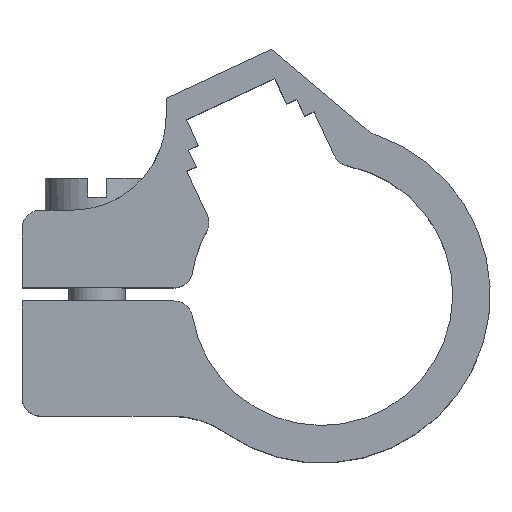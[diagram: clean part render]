
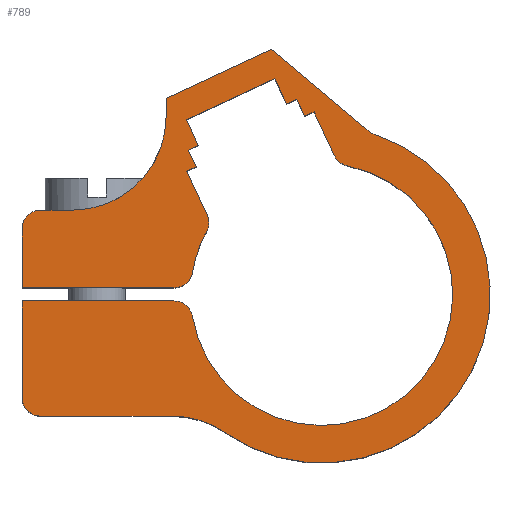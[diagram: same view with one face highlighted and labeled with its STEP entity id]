
A CAD part, top view. The second image highlights one B-rep face of the part: STEP entity #789.
In plain terms, the highlighted planar face has unit normal (0, 0, 1).
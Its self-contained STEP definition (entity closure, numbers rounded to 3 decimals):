
#31=LINE('',#1200,#112);
#54=LINE('',#1269,#135);
#55=LINE('',#1271,#136);
#56=LINE('',#1273,#137);
#57=LINE('',#1277,#138);
#58=LINE('',#1281,#139);
#59=LINE('',#1283,#140);
#60=LINE('',#1291,#141);
#61=LINE('',#1293,#142);
#62=LINE('',#1295,#143);
#63=LINE('',#1297,#144);
#64=LINE('',#1299,#145);
#65=LINE('',#1301,#146);
#66=LINE('',#1303,#147);
#67=LINE('',#1305,#148);
#68=LINE('',#1307,#149);
#69=LINE('',#1309,#150);
#70=LINE('',#1311,#151);
#71=LINE('',#1314,#152);
#72=LINE('',#1315,#153);
#112=VECTOR('',#967,10.);
#135=VECTOR('',#1022,10.);
#136=VECTOR('',#1023,10.);
#137=VECTOR('',#1024,10.);
#138=VECTOR('',#1027,10.);
#139=VECTOR('',#1030,10.);
#140=VECTOR('',#1031,10.);
#141=VECTOR('',#1038,10.);
#142=VECTOR('',#1039,10.);
#143=VECTOR('',#1040,10.);
#144=VECTOR('',#1041,10.);
#145=VECTOR('',#1042,10.);
#146=VECTOR('',#1043,10.);
#147=VECTOR('',#1044,10.);
#148=VECTOR('',#1045,10.);
#149=VECTOR('',#1046,10.);
#150=VECTOR('',#1047,10.);
#151=VECTOR('',#1048,10.);
#152=VECTOR('',#1051,10.);
#153=VECTOR('',#1052,10.);
#185=PLANE('',#864);
#226=FACE_OUTER_BOUND('',#271,.T.);
#271=EDGE_LOOP('',(#613,#614,#615,#616,#617,#618,#619,#620,#621,#622,#623,
#624,#625,#626,#627,#628,#629,#630,#631,#632,#633,#634,#635,#636,#637,#638,
#639,#640,#641,#642,#643,#644));
#311=CIRCLE('',#841,1.);
#313=CIRCLE('',#844,9.);
#316=CIRCLE('',#848,1.);
#326=CIRCLE('',#861,1.);
#327=CIRCLE('',#863,7.);
#328=CIRCLE('',#865,5.);
#329=CIRCLE('',#866,5.);
#330=CIRCLE('',#867,1.);
#331=CIRCLE('',#868,1.);
#332=CIRCLE('',#869,7.);
#333=CIRCLE('',#870,1.);
#334=CIRCLE('',#871,1.);
#348=VERTEX_POINT('',#1172);
#349=VERTEX_POINT('',#1173);
#352=VERTEX_POINT('',#1181);
#356=VERTEX_POINT('',#1190);
#357=VERTEX_POINT('',#1192);
#359=VERTEX_POINT('',#1198);
#386=VERTEX_POINT('',#1257);
#387=VERTEX_POINT('',#1259);
#388=VERTEX_POINT('',#1263);
#389=VERTEX_POINT('',#1268);
#390=VERTEX_POINT('',#1270);
#391=VERTEX_POINT('',#1272);
#392=VERTEX_POINT('',#1274);
#393=VERTEX_POINT('',#1276);
#394=VERTEX_POINT('',#1278);
#395=VERTEX_POINT('',#1280);
#396=VERTEX_POINT('',#1282);
#397=VERTEX_POINT('',#1284);
#398=VERTEX_POINT('',#1286);
#399=VERTEX_POINT('',#1288);
#400=VERTEX_POINT('',#1290);
#401=VERTEX_POINT('',#1292);
#402=VERTEX_POINT('',#1294);
#403=VERTEX_POINT('',#1296);
#404=VERTEX_POINT('',#1298);
#405=VERTEX_POINT('',#1300);
#406=VERTEX_POINT('',#1302);
#407=VERTEX_POINT('',#1304);
#408=VERTEX_POINT('',#1306);
#409=VERTEX_POINT('',#1308);
#410=VERTEX_POINT('',#1310);
#411=VERTEX_POINT('',#1313);
#430=EDGE_CURVE('',#348,#349,#311,.T.);
#434=EDGE_CURVE('',#349,#352,#313,.T.);
#439=EDGE_CURVE('',#356,#357,#316,.T.);
#443=EDGE_CURVE('',#359,#356,#31,.T.);
#473=EDGE_CURVE('',#386,#387,#326,.T.);
#475=EDGE_CURVE('',#387,#388,#327,.T.);
#477=EDGE_CURVE('',#352,#359,#328,.T.);
#478=EDGE_CURVE('',#389,#348,#54,.T.);
#479=EDGE_CURVE('',#390,#389,#55,.T.);
#480=EDGE_CURVE('',#391,#390,#56,.T.);
#481=EDGE_CURVE('',#392,#391,#329,.T.);
#482=EDGE_CURVE('',#393,#392,#57,.T.);
#483=EDGE_CURVE('',#394,#393,#330,.T.);
#484=EDGE_CURVE('',#395,#394,#58,.T.);
#485=EDGE_CURVE('',#396,#395,#59,.T.);
#486=EDGE_CURVE('',#397,#396,#331,.T.);
#487=EDGE_CURVE('',#398,#397,#332,.T.);
#488=EDGE_CURVE('',#399,#398,#333,.T.);
#489=EDGE_CURVE('',#399,#400,#60,.T.);
#490=EDGE_CURVE('',#400,#401,#61,.T.);
#491=EDGE_CURVE('',#401,#402,#62,.T.);
#492=EDGE_CURVE('',#402,#403,#63,.T.);
#493=EDGE_CURVE('',#403,#404,#64,.T.);
#494=EDGE_CURVE('',#404,#405,#65,.T.);
#495=EDGE_CURVE('',#405,#406,#66,.T.);
#496=EDGE_CURVE('',#406,#407,#67,.T.);
#497=EDGE_CURVE('',#407,#408,#68,.T.);
#498=EDGE_CURVE('',#408,#409,#69,.T.);
#499=EDGE_CURVE('',#409,#410,#70,.T.);
#500=EDGE_CURVE('',#388,#410,#334,.T.);
#501=EDGE_CURVE('',#411,#386,#71,.T.);
#502=EDGE_CURVE('',#357,#411,#72,.T.);
#613=ORIENTED_EDGE('',*,*,#439,.F.);
#614=ORIENTED_EDGE('',*,*,#443,.F.);
#615=ORIENTED_EDGE('',*,*,#477,.F.);
#616=ORIENTED_EDGE('',*,*,#434,.F.);
#617=ORIENTED_EDGE('',*,*,#430,.F.);
#618=ORIENTED_EDGE('',*,*,#478,.F.);
#619=ORIENTED_EDGE('',*,*,#479,.F.);
#620=ORIENTED_EDGE('',*,*,#480,.F.);
#621=ORIENTED_EDGE('',*,*,#481,.F.);
#622=ORIENTED_EDGE('',*,*,#482,.F.);
#623=ORIENTED_EDGE('',*,*,#483,.F.);
#624=ORIENTED_EDGE('',*,*,#484,.F.);
#625=ORIENTED_EDGE('',*,*,#485,.F.);
#626=ORIENTED_EDGE('',*,*,#486,.F.);
#627=ORIENTED_EDGE('',*,*,#487,.F.);
#628=ORIENTED_EDGE('',*,*,#488,.F.);
#629=ORIENTED_EDGE('',*,*,#489,.T.);
#630=ORIENTED_EDGE('',*,*,#490,.T.);
#631=ORIENTED_EDGE('',*,*,#491,.T.);
#632=ORIENTED_EDGE('',*,*,#492,.T.);
#633=ORIENTED_EDGE('',*,*,#493,.T.);
#634=ORIENTED_EDGE('',*,*,#494,.T.);
#635=ORIENTED_EDGE('',*,*,#495,.T.);
#636=ORIENTED_EDGE('',*,*,#496,.T.);
#637=ORIENTED_EDGE('',*,*,#497,.T.);
#638=ORIENTED_EDGE('',*,*,#498,.T.);
#639=ORIENTED_EDGE('',*,*,#499,.T.);
#640=ORIENTED_EDGE('',*,*,#500,.F.);
#641=ORIENTED_EDGE('',*,*,#475,.F.);
#642=ORIENTED_EDGE('',*,*,#473,.F.);
#643=ORIENTED_EDGE('',*,*,#501,.F.);
#644=ORIENTED_EDGE('',*,*,#502,.F.);
#789=ADVANCED_FACE('',(#226),#185,.T.);
#841=AXIS2_PLACEMENT_3D('',#1174,#942,#943);
#844=AXIS2_PLACEMENT_3D('',#1182,#950,#951);
#848=AXIS2_PLACEMENT_3D('',#1193,#960,#961);
#861=AXIS2_PLACEMENT_3D('',#1260,#1010,#1011);
#863=AXIS2_PLACEMENT_3D('',#1264,#1015,#1016);
#864=AXIS2_PLACEMENT_3D('',#1266,#1018,#1019);
#865=AXIS2_PLACEMENT_3D('',#1267,#1020,#1021);
#866=AXIS2_PLACEMENT_3D('',#1275,#1025,#1026);
#867=AXIS2_PLACEMENT_3D('',#1279,#1028,#1029);
#868=AXIS2_PLACEMENT_3D('',#1285,#1032,#1033);
#869=AXIS2_PLACEMENT_3D('',#1287,#1034,#1035);
#870=AXIS2_PLACEMENT_3D('',#1289,#1036,#1037);
#871=AXIS2_PLACEMENT_3D('',#1312,#1049,#1050);
#942=DIRECTION('center_axis',(0.,0.,1.));
#943=DIRECTION('ref_axis',(-0.489,-0.873,0.));
#950=DIRECTION('center_axis',(0.,0.,-1.));
#951=DIRECTION('ref_axis',(0.57,0.821,0.));
#960=DIRECTION('center_axis',(0.,0.,-1.));
#961=DIRECTION('ref_axis',(-0.707,-0.707,0.));
#967=DIRECTION('',(-1.,0.,0.));
#1010=DIRECTION('center_axis',(0.,0.,-1.));
#1011=DIRECTION('ref_axis',(0.645,0.764,0.));
#1015=DIRECTION('center_axis',(0.,0.,1.));
#1016=DIRECTION('ref_axis',(-0.999,-0.05,0.));
#1018=DIRECTION('center_axis',(0.,0.,1.));
#1019=DIRECTION('ref_axis',(1.,0.,0.));
#1020=DIRECTION('center_axis',(0.,0.,1.));
#1021=DIRECTION('ref_axis',(0.57,0.821,0.));
#1022=DIRECTION('',(0.766,-0.643,0.));
#1023=DIRECTION('',(0.906,0.423,0.));
#1024=DIRECTION('',(0.,1.,0.));
#1025=DIRECTION('center_axis',(0.,0.,1.));
#1026=DIRECTION('ref_axis',(0.,-1.,0.));
#1027=DIRECTION('',(1.,0.,0.));
#1028=DIRECTION('center_axis',(0.,0.,-1.));
#1029=DIRECTION('ref_axis',(-0.707,0.707,0.));
#1030=DIRECTION('',(0.,1.,0.));
#1031=DIRECTION('',(-1.,0.,0.));
#1032=DIRECTION('center_axis',(0.,0.,-1.));
#1033=DIRECTION('ref_axis',(0.645,-0.764,0.));
#1034=DIRECTION('center_axis',(0.,0.,1.));
#1035=DIRECTION('ref_axis',(-0.999,-0.05,0.));
#1036=DIRECTION('center_axis',(0.,0.,-1.));
#1037=DIRECTION('ref_axis',(1.,-0.031,0.));
#1038=DIRECTION('',(-0.423,0.906,0.));
#1039=DIRECTION('',(0.906,0.423,0.));
#1040=DIRECTION('',(-0.423,0.906,0.));
#1041=DIRECTION('',(0.906,0.423,0.));
#1042=DIRECTION('',(-0.423,0.906,0.));
#1043=DIRECTION('',(0.906,0.423,0.));
#1044=DIRECTION('',(0.423,-0.906,0.));
#1045=DIRECTION('',(0.906,0.423,0.));
#1046=DIRECTION('',(0.423,-0.906,0.));
#1047=DIRECTION('',(0.906,0.423,0.));
#1048=DIRECTION('',(0.423,-0.906,0.));
#1049=DIRECTION('center_axis',(0.,0.,-1.));
#1050=DIRECTION('ref_axis',(-0.619,-0.786,0.));
#1051=DIRECTION('',(1.,0.,0.));
#1052=DIRECTION('',(0.,1.,0.));
#1172=CARTESIAN_POINT('',(2.529,8.718,0.));
#1173=CARTESIAN_POINT('',(2.854,8.535,0.));
#1174=CARTESIAN_POINT('Origin',(3.172,9.484,0.));
#1181=CARTESIAN_POINT('',(-5.133,-7.393,0.));
#1182=CARTESIAN_POINT('Origin',(0.,0.,0.));
#1190=CARTESIAN_POINT('',(-15.,-6.5,0.));
#1192=CARTESIAN_POINT('',(-16.,-5.5,0.));
#1193=CARTESIAN_POINT('Origin',(-15.,-5.5,0.));
#1198=CARTESIAN_POINT('',(-7.984,-6.5,0.));
#1200=CARTESIAN_POINT('',(-7.984,-6.5,0.));
#1257=CARTESIAN_POINT('',(-7.885,-0.35,0.));
#1259=CARTESIAN_POINT('',(-6.9,-1.181,0.));
#1260=CARTESIAN_POINT('Origin',(-7.885,-1.35,0.));
#1263=CARTESIAN_POINT('',(1.386,6.861,0.));
#1264=CARTESIAN_POINT('Origin',(0.,0.,0.));
#1266=CARTESIAN_POINT('Origin',(-3.95,0.546,0.));
#1267=CARTESIAN_POINT('Origin',(-7.984,-11.5,0.));
#1268=CARTESIAN_POINT('',(-2.684,13.092,0.));
#1269=CARTESIAN_POINT('',(-2.684,13.092,0.));
#1270=CARTESIAN_POINT('',(-8.304,10.472,0.));
#1271=CARTESIAN_POINT('',(-8.304,10.472,0.));
#1272=CARTESIAN_POINT('',(-8.304,9.5,0.));
#1273=CARTESIAN_POINT('',(-8.304,9.5,0.));
#1274=CARTESIAN_POINT('',(-13.304,4.5,0.));
#1275=CARTESIAN_POINT('Origin',(-13.304,9.5,0.));
#1276=CARTESIAN_POINT('',(-15.,4.5,0.));
#1277=CARTESIAN_POINT('',(-16.,4.5,0.));
#1278=CARTESIAN_POINT('',(-16.,3.5,0.));
#1279=CARTESIAN_POINT('Origin',(-15.,3.5,0.));
#1280=CARTESIAN_POINT('',(-16.,0.35,0.));
#1281=CARTESIAN_POINT('',(-16.,0.35,0.));
#1282=CARTESIAN_POINT('',(-7.885,0.35,0.));
#1283=CARTESIAN_POINT('',(-6.991,0.35,0.));
#1284=CARTESIAN_POINT('',(-6.9,1.181,0.));
#1285=CARTESIAN_POINT('Origin',(-7.885,1.35,0.));
#1286=CARTESIAN_POINT('',(-6.147,3.348,0.));
#1287=CARTESIAN_POINT('Origin',(0.,0.,0.));
#1288=CARTESIAN_POINT('',(-6.119,4.249,0.));
#1289=CARTESIAN_POINT('Origin',(-7.025,3.827,0.));
#1290=CARTESIAN_POINT('',(-7.202,6.572,0.));
#1291=CARTESIAN_POINT('',(-5.335,2.568,0.));
#1292=CARTESIAN_POINT('',(-6.704,6.804,0.));
#1293=CARTESIAN_POINT('',(-6.771,6.773,0.));
#1294=CARTESIAN_POINT('',(-7.126,7.711,0.));
#1295=CARTESIAN_POINT('',(-5.471,4.16,0.));
#1296=CARTESIAN_POINT('',(-6.583,7.964,0.));
#1297=CARTESIAN_POINT('',(-6.922,7.806,0.));
#1298=CARTESIAN_POINT('',(-7.217,9.324,0.));
#1299=CARTESIAN_POINT('',(-5.244,5.093,0.));
#1300=CARTESIAN_POINT('',(-2.504,11.521,0.));
#1301=CARTESIAN_POINT('',(-6.378,9.715,0.));
#1302=CARTESIAN_POINT('',(-1.87,10.162,0.));
#1303=CARTESIAN_POINT('',(-0.531,7.291,0.));
#1304=CARTESIAN_POINT('',(-1.326,10.415,0.));
#1305=CARTESIAN_POINT('',(-4.566,8.905,0.));
#1306=CARTESIAN_POINT('',(-0.903,9.509,0.));
#1307=CARTESIAN_POINT('',(0.33,6.865,0.));
#1308=CARTESIAN_POINT('',(-0.405,9.742,0.));
#1309=CARTESIAN_POINT('',(-3.871,8.125,0.));
#1310=CARTESIAN_POINT('',(0.678,7.419,0.));
#1311=CARTESIAN_POINT('',(1.462,5.738,0.));
#1312=CARTESIAN_POINT('Origin',(1.584,7.842,0.));
#1313=CARTESIAN_POINT('',(-16.,-0.35,0.));
#1314=CARTESIAN_POINT('',(-16.,-0.35,0.));
#1315=CARTESIAN_POINT('',(-16.,-6.5,0.));
